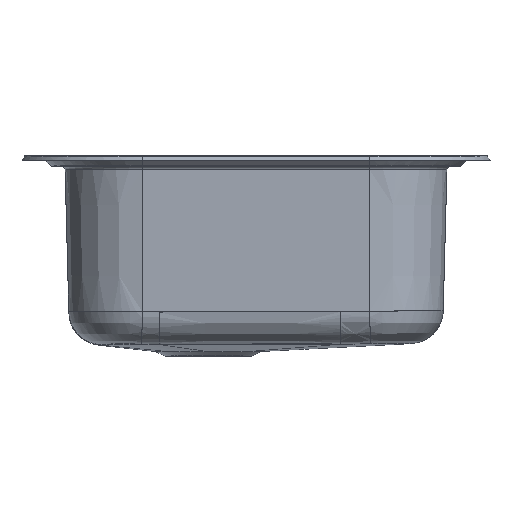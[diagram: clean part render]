
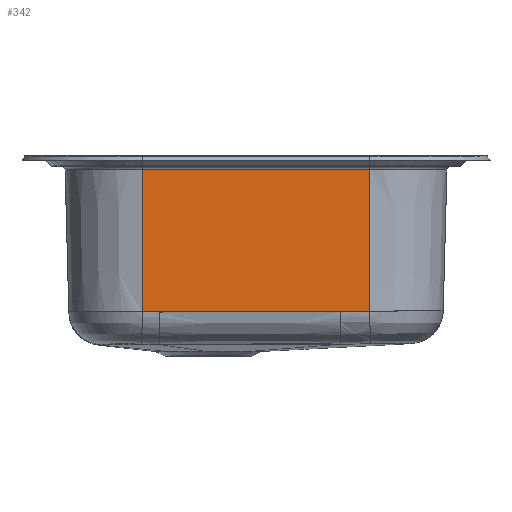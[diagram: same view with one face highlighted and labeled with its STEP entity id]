
A CAD part, left-side view. The second image highlights one B-rep face of the part: STEP entity #342.
In plain terms, the highlighted planar face has unit normal (-1, 0, -0.026).
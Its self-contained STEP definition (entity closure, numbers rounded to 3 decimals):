
#342=ADVANCED_FACE('',(#783),#416,.F.);
#416=PLANE('',#3490);
#783=FACE_OUTER_BOUND('',#989,.T.);
#989=EDGE_LOOP('',(#2141,#2142,#2143,#2144,#2145,#2146));
#1196=B_SPLINE_CURVE_WITH_KNOTS('',3,(#9862,#9863,#9864,#9865),.UNSPECIFIED.,
.F.,.F.,(4,4),(0.,1.),.UNSPECIFIED.);
#1198=B_SPLINE_CURVE_WITH_KNOTS('',3,(#9915,#9916,#9917,#9918,#9919,#9920,
#9921,#9922,#9923,#9924,#9925,#9926,#9927,#9928,#9929,#9930),.UNSPECIFIED.,
.F.,.F.,(4,3,3,3,3,4),(0.,0.001,0.267,0.533,
0.932,1.),.UNSPECIFIED.);
#1199=B_SPLINE_CURVE_WITH_KNOTS('',3,(#9953,#9954,#9955,#9956),.UNSPECIFIED.,
.F.,.F.,(4,4),(0.,1.),.UNSPECIFIED.);
#2141=ORIENTED_EDGE('',*,*,#3080,.T.);
#2142=ORIENTED_EDGE('',*,*,#3081,.T.);
#2143=ORIENTED_EDGE('',*,*,#3074,.F.);
#2144=ORIENTED_EDGE('',*,*,#3048,.T.);
#2145=ORIENTED_EDGE('',*,*,#3045,.T.);
#2146=ORIENTED_EDGE('',*,*,#3043,.T.);
#2564=VERTEX_POINT('',#9861);
#2565=VERTEX_POINT('',#9866);
#2566=VERTEX_POINT('',#9931);
#2567=VERTEX_POINT('',#9952);
#2580=VERTEX_POINT('',#10530);
#2583=VERTEX_POINT('',#10540);
#3043=EDGE_CURVE('',#2565,#2564,#1196,.T.);
#3045=EDGE_CURVE('',#2566,#2565,#1198,.T.);
#3048=EDGE_CURVE('',#2567,#2566,#1199,.T.);
#3074=EDGE_CURVE('',#2567,#2580,#3231,.T.);
#3080=EDGE_CURVE('',#2564,#2583,#3235,.T.);
#3081=EDGE_CURVE('',#2583,#2580,#3236,.T.);
#3231=LINE('',#10529,#3370);
#3235=LINE('',#10541,#3374);
#3236=LINE('',#10543,#3375);
#3370=VECTOR('',#3871,1.);
#3374=VECTOR('',#3883,1.);
#3375=VECTOR('',#3886,1.);
#3490=AXIS2_PLACEMENT_3D('',#10544,#3887,#3888);
#3871=DIRECTION('',(-0.026,0.,1.));
#3883=DIRECTION('',(-0.026,0.,1.));
#3886=DIRECTION('',(0.,1.,0.));
#3887=DIRECTION('',(1.,0.,0.026));
#3888=DIRECTION('',(0.026,0.,-1.));
#9861=CARTESIAN_POINT('',(-369.998,-119.,-157.861));
#9862=CARTESIAN_POINT('',(-369.985,-88.547,-158.329));
#9863=CARTESIAN_POINT('',(-369.987,-98.7,-158.271));
#9864=CARTESIAN_POINT('',(-369.992,-108.85,-158.09));
#9865=CARTESIAN_POINT('',(-369.998,-119.,-157.861));
#9866=CARTESIAN_POINT('',(-369.985,-88.547,-158.329));
#9915=CARTESIAN_POINT('',(-369.977,101.047,-158.639));
#9916=CARTESIAN_POINT('',(-369.977,101.015,-158.639));
#9917=CARTESIAN_POINT('',(-369.977,100.983,-158.639));
#9918=CARTESIAN_POINT('',(-369.977,100.951,-158.639));
#9919=CARTESIAN_POINT('',(-369.977,84.127,-158.639));
#9920=CARTESIAN_POINT('',(-369.977,67.303,-158.631));
#9921=CARTESIAN_POINT('',(-369.978,50.479,-158.615));
#9922=CARTESIAN_POINT('',(-369.978,33.654,-158.599));
#9923=CARTESIAN_POINT('',(-369.979,16.83,-158.575));
#9924=CARTESIAN_POINT('',(-369.98,0.006,-158.544));
#9925=CARTESIAN_POINT('',(-369.981,-25.23,-158.497));
#9926=CARTESIAN_POINT('',(-369.983,-50.466,-158.434));
#9927=CARTESIAN_POINT('',(-369.984,-75.702,-158.365));
#9928=CARTESIAN_POINT('',(-369.985,-79.984,-158.353));
#9929=CARTESIAN_POINT('',(-369.985,-84.266,-158.341));
#9930=CARTESIAN_POINT('',(-369.985,-88.547,-158.329));
#9931=CARTESIAN_POINT('',(-369.977,101.047,-158.639));
#9952=CARTESIAN_POINT('',(-369.982,119.,-158.455));
#9953=CARTESIAN_POINT('',(-369.982,119.,-158.455));
#9954=CARTESIAN_POINT('',(-369.979,113.016,-158.57));
#9955=CARTESIAN_POINT('',(-369.977,107.031,-158.639));
#9956=CARTESIAN_POINT('',(-369.977,101.047,-158.639));
#10529=CARTESIAN_POINT('',(-374.,119.,-5.026));
#10530=CARTESIAN_POINT('',(-373.872,119.,-9.895));
#10540=CARTESIAN_POINT('',(-373.872,-119.,-9.895));
#10541=CARTESIAN_POINT('',(-374.,-119.,-5.026));
#10543=CARTESIAN_POINT('',(-373.872,119.,-9.895));
#10544=CARTESIAN_POINT('',(-374.,0.,-5.026));
